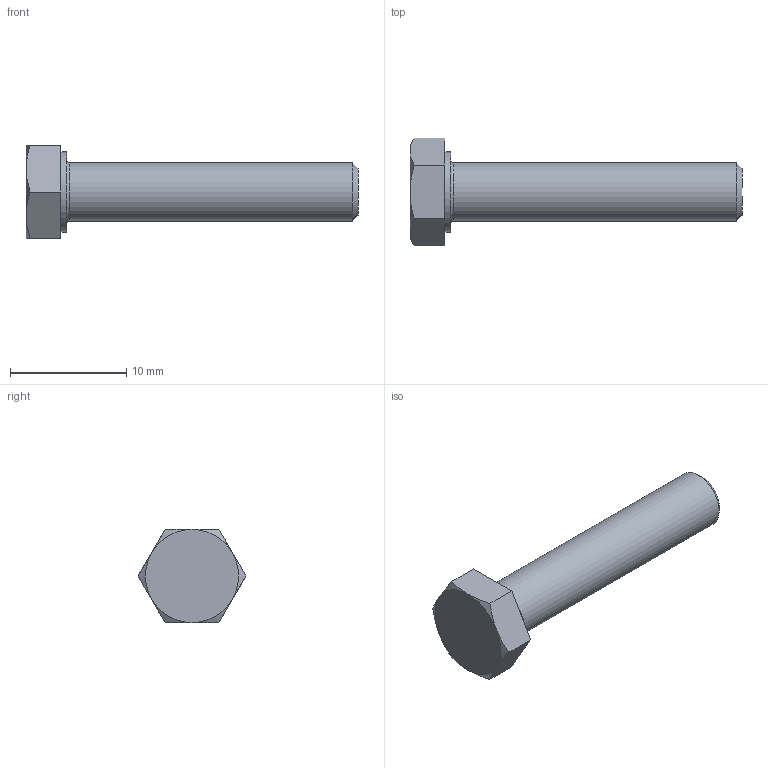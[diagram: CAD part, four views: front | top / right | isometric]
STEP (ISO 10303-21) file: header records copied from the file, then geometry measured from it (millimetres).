
FILE_DESCRIPTION(/* description */ ('Alibre Inc.'),/* implementation_level */ '2;1');
FILE_NAME(/* name */ 'export-BDFA1BF3-D0A6-4016-B23B-B84B889E9CA4',/* time_stamp */ '2021-07-27T11:17:46+02:00',/* author */ (''),/* organization */ (''),/* preprocessor_version */ 'ST-DEVELOPER v17',/* originating_system */ 'Alibre',/* authorisation */ '');
FILE_SCHEMA (('AUTOMOTIVE_DESIGN'));
Length unit declared in the file: millimetre
Products named in the file (1): HI_Hexagon bolts  ISO4017/DIN933 M5x25 51010.050.025 (High)
Bounding box: 28.5 x 9.24 x 8 mm (x, y, z)
Volume: 673.6 mm3; surface area: 588.7 mm2
Topology: 1 solids, 1 shells, 20 faces, 42 edges, 26 vertices
Faces by surface type: plane 10, cone 7, cylinder 2, torus 1
Full cylindrical faces by diameter (mm): 5 x1, 6.88 x1
Entity records: 552 total; most frequent: CARTESIAN_POINT 112, ORIENTED_EDGE 84, DIRECTION 74, EDGE_CURVE 42, AXIS2_PLACEMENT_3D 35, VERTEX_POINT 26, EDGE_LOOP 22, FACE_BOUND 22
